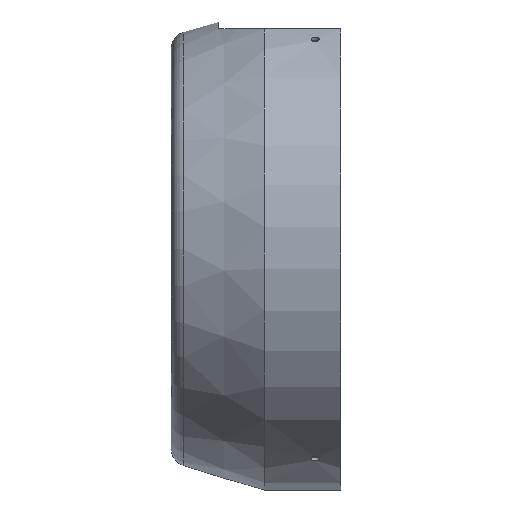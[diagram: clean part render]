
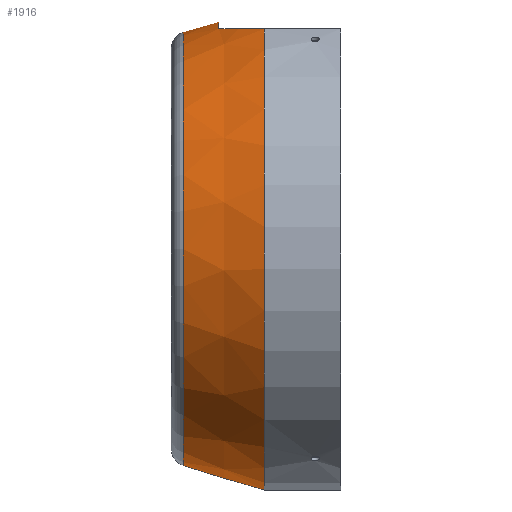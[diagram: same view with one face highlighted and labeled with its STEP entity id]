
A CAD part, left-side view. The second image highlights one B-rep face of the part: STEP entity #1916.
In plain terms, the highlighted conical face has half-angle 17.36 degrees and reference radius 135.5 mm.
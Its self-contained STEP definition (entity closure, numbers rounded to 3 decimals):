
#17=(
BOUNDED_CURVE()
B_SPLINE_CURVE(2,(#3079,#3080,#3081),.UNSPECIFIED.,.F.,.F.)
B_SPLINE_CURVE_WITH_KNOTS((3,3),(0.,3.675),.UNSPECIFIED.)
CURVE()
GEOMETRIC_REPRESENTATION_ITEM()
RATIONAL_B_SPLINE_CURVE((1.,1.004,1.))
REPRESENTATION_ITEM('')
);
#18=(
BOUNDED_CURVE()
B_SPLINE_CURVE(2,(#3083,#3084,#3085),.UNSPECIFIED.,.F.,.F.)
B_SPLINE_CURVE_WITH_KNOTS((3,3),(0.,3.675),.UNSPECIFIED.)
CURVE()
GEOMETRIC_REPRESENTATION_ITEM()
RATIONAL_B_SPLINE_CURVE((1.,1.004,1.))
REPRESENTATION_ITEM('')
);
#21=CONICAL_SURFACE('',#2024,135.5,17.36);
#363=CIRCLE('',#2022,134.56);
#365=CIRCLE('',#2025,128.);
#366=CIRCLE('',#2026,143.);
#508=FACE_BOUND('',#672,.T.);
#569=FACE_OUTER_BOUND('',#671,.T.);
#671=EDGE_LOOP('',(#1320));
#672=EDGE_LOOP('',(#1321,#1322,#1323,#1324));
#844=VERTEX_POINT('',#3067);
#845=VERTEX_POINT('',#3068);
#848=VERTEX_POINT('',#3076);
#849=VERTEX_POINT('',#3078);
#850=VERTEX_POINT('',#3082);
#1036=EDGE_CURVE('',#844,#845,#363,.T.);
#1040=EDGE_CURVE('',#848,#848,#365,.T.);
#1041=EDGE_CURVE('',#849,#844,#17,.T.);
#1042=EDGE_CURVE('',#845,#850,#18,.T.);
#1043=EDGE_CURVE('',#849,#850,#366,.T.);
#1320=ORIENTED_EDGE('',*,*,#1040,.T.);
#1321=ORIENTED_EDGE('',*,*,#1041,.T.);
#1322=ORIENTED_EDGE('',*,*,#1036,.T.);
#1323=ORIENTED_EDGE('',*,*,#1042,.T.);
#1324=ORIENTED_EDGE('',*,*,#1043,.F.);
#1916=ADVANCED_FACE('',(#569,#508),#21,.T.);
#2022=AXIS2_PLACEMENT_3D('',#3069,#2221,#2222);
#2024=AXIS2_PLACEMENT_3D('',#3075,#2227,#2228);
#2025=AXIS2_PLACEMENT_3D('',#3077,#2229,#2230);
#2026=AXIS2_PLACEMENT_3D('',#3086,#2231,#2232);
#2221=DIRECTION('center_axis',(0.,1.,0.));
#2222=DIRECTION('ref_axis',(1.,0.,0.));
#2227=DIRECTION('center_axis',(0.,-1.,0.));
#2228=DIRECTION('ref_axis',(1.,0.,0.));
#2229=DIRECTION('center_axis',(0.,-1.,0.));
#2230=DIRECTION('ref_axis',(1.,0.,0.));
#2231=DIRECTION('center_axis',(0.,-1.,0.));
#2232=DIRECTION('ref_axis',(1.,0.,0.));
#3067=CARTESIAN_POINT('',(-34.732,72.,130.));
#3068=CARTESIAN_POINT('',(34.732,72.,130.));
#3069=CARTESIAN_POINT('Origin',(0.,72.,0.));
#3075=CARTESIAN_POINT('Origin',(0.,68.992,0.));
#3076=CARTESIAN_POINT('',(0.,92.984,128.));
#3077=CARTESIAN_POINT('Origin',(0.,92.984,0.));
#3078=CARTESIAN_POINT('',(-59.573,45.,130.));
#3079=CARTESIAN_POINT('Ctrl Pts',(-59.573,45.,130.));
#3080=CARTESIAN_POINT('Ctrl Pts',(-46.775,62.056,130.));
#3081=CARTESIAN_POINT('Ctrl Pts',(-34.732,72.,130.));
#3082=CARTESIAN_POINT('',(59.573,45.,130.));
#3083=CARTESIAN_POINT('Ctrl Pts',(34.732,72.,130.));
#3084=CARTESIAN_POINT('Ctrl Pts',(46.775,62.056,130.));
#3085=CARTESIAN_POINT('Ctrl Pts',(59.573,45.,130.));
#3086=CARTESIAN_POINT('Origin',(0.,45.,0.));
